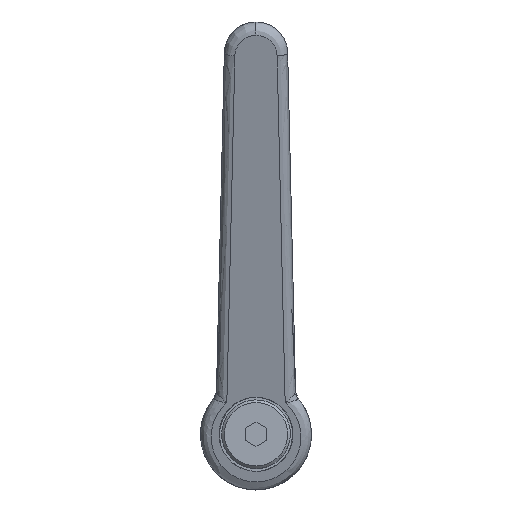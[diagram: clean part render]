
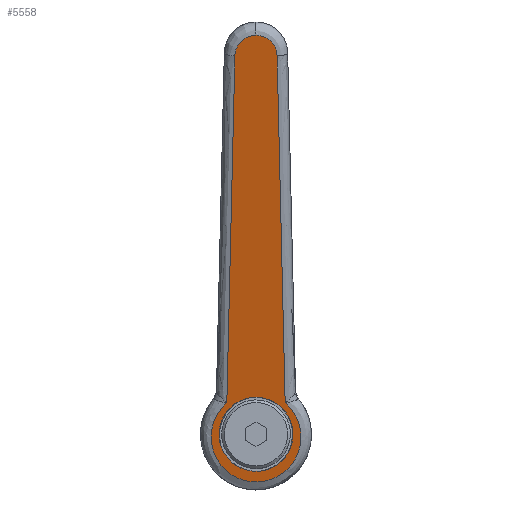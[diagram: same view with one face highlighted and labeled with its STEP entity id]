
A CAD part, top view. The second image highlights one B-rep face of the part: STEP entity #5558.
In plain terms, the highlighted free-form (B-spline) face has degree [1, 1] with [2, 2] control points.
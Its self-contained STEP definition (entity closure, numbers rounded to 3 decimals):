
#2047=CARTESIAN_POINT('',(5.161,4.729,27.862));
#2048=VERTEX_POINT('',#2047);
#2054=CARTESIAN_POINT('',(-7.0,0.0,24.564));
#2055=VERTEX_POINT('',#2054);
#2056=CARTESIAN_POINT('',(5.161,4.729,27.862));
#2057=CARTESIAN_POINT('',(3.08,7.0,27.297));
#2058=CARTESIAN_POINT('',(0.,7.0,26.462));
#2059=CARTESIAN_POINT('',(-7.,7.,24.564));
#2060=CARTESIAN_POINT('',(-7.0,0.0,24.564));
#2068=(BOUNDED_CURVE()B_SPLINE_CURVE(2,(#2056,#2057,#2058,#2059,#2060),.UNSPECIFIED.,.F.,.U.)B_SPLINE_CURVE_WITH_KNOTS((3,2,3),(0.618,0.75,1.0),.UNSPECIFIED.)CURVE()GEOMETRIC_REPRESENTATION_ITEM()RATIONAL_B_SPLINE_CURVE((0.854,0.846,1.0,0.707,1.0))REPRESENTATION_ITEM(''));
#2069=EDGE_CURVE('',#2048,#2055,#2068,.T.);
#2071=CARTESIAN_POINT('',(5.017,-4.882,27.822));
#2072=VERTEX_POINT('',#2071);
#2073=CARTESIAN_POINT('',(-7.0,0.0,24.564));
#2074=CARTESIAN_POINT('',(-7.,-7.,24.564));
#2075=CARTESIAN_POINT('',(0.,-7.,26.462));
#2076=CARTESIAN_POINT('',(2.955,-7.,27.264));
#2077=CARTESIAN_POINT('',(5.017,-4.882,27.822));
#2085=(BOUNDED_CURVE()B_SPLINE_CURVE(2,(#2073,#2074,#2075,#2076,#2077),.UNSPECIFIED.,.F.,.U.)B_SPLINE_CURVE_WITH_KNOTS((3,2,3),(0.0,0.25,0.377),.UNSPECIFIED.)CURVE()GEOMETRIC_REPRESENTATION_ITEM()RATIONAL_B_SPLINE_CURVE((1.0,0.707,1.0,0.851,0.854))REPRESENTATION_ITEM(''));
#2086=EDGE_CURVE('',#2055,#2072,#2085,.T.);
#2123=CARTESIAN_POINT('',(7.0,0.,28.36));
#2124=VERTEX_POINT('',#2123);
#2125=CARTESIAN_POINT('',(5.017,-4.882,27.822));
#2126=CARTESIAN_POINT('',(7.,-2.844,28.36));
#2127=CARTESIAN_POINT('',(7.0,0.,28.36));
#2135=(BOUNDED_CURVE()B_SPLINE_CURVE(2,(#2125,#2126,#2127),.UNSPECIFIED.,.F.,.U.)B_SPLINE_CURVE_WITH_KNOTS((3,3),(0.377,0.5),.UNSPECIFIED.)CURVE()GEOMETRIC_REPRESENTATION_ITEM()RATIONAL_B_SPLINE_CURVE((0.854,0.856,1.0))REPRESENTATION_ITEM(''));
#2136=EDGE_CURVE('',#2072,#2124,#2135,.T.);
#2138=CARTESIAN_POINT('',(7.0,0.,28.36));
#2139=CARTESIAN_POINT('',(7.,2.722,28.36));
#2140=CARTESIAN_POINT('',(5.161,4.729,27.862));
#2148=(BOUNDED_CURVE()B_SPLINE_CURVE(2,(#2138,#2139,#2140),.UNSPECIFIED.,.F.,.U.)B_SPLINE_CURVE_WITH_KNOTS((3,3),(0.5,0.618),.UNSPECIFIED.)CURVE()GEOMETRIC_REPRESENTATION_ITEM()RATIONAL_B_SPLINE_CURVE((1.0,0.861,0.854))REPRESENTATION_ITEM(''));
#2149=EDGE_CURVE('',#2124,#2048,#2148,.T.);
#4580=CARTESIAN_POINT('',(5.94,-5.52,28.073));
#4581=VERTEX_POINT('',#4580);
#4829=CARTESIAN_POINT('',(5.94,5.52,28.073));
#4830=VERTEX_POINT('',#4829);
#5200=CARTESIAN_POINT('',(5.94,5.52,28.073));
#5201=CARTESIAN_POINT('',(2.093,10.025,27.03));
#5202=CARTESIAN_POINT('',(-3.465,7.975,25.522));
#5203=CARTESIAN_POINT('',(-9.023,5.924,24.015));
#5204=CARTESIAN_POINT('',(-9.023,0.,24.015));
#5205=CARTESIAN_POINT('',(-9.023,-5.924,24.015));
#5206=CARTESIAN_POINT('',(-3.465,-7.975,25.522));
#5207=CARTESIAN_POINT('',(2.093,-10.025,27.03));
#5208=CARTESIAN_POINT('',(5.94,-5.52,28.073));
#5216=(BOUNDED_CURVE()B_SPLINE_CURVE(2,(#5200,#5201,#5202,#5203,#5204,#5205,#5206,#5207,#5208),.UNSPECIFIED.,.F.,.U.)B_SPLINE_CURVE_WITH_KNOTS((3,2,2,2,3),(0.0,0.25,0.5,0.75,1.0),.UNSPECIFIED.)CURVE()GEOMETRIC_REPRESENTATION_ITEM()RATIONAL_B_SPLINE_CURVE((1.0,0.82,1.0,0.82,1.0,0.82,1.0,0.82,1.0))REPRESENTATION_ITEM(''));
#5217=EDGE_CURVE('',#4830,#4581,#5216,.T.);
#5246=CARTESIAN_POINT('',(71.569,3.999,45.871));
#5247=VERTEX_POINT('',#5246);
#5248=CARTESIAN_POINT('',(71.569,3.999,45.871));
#5249=CARTESIAN_POINT('',(5.94,5.52,28.073));
#5250=QUASI_UNIFORM_CURVE('',1,(#5248,#5249),.UNSPECIFIED.,.F.,.U.);
#5251=EDGE_CURVE('',#5247,#4830,#5250,.T.);
#5282=CARTESIAN_POINT('',(71.569,-3.999,45.871));
#5283=VERTEX_POINT('',#5282);
#5284=CARTESIAN_POINT('',(5.94,-5.52,28.073));
#5285=CARTESIAN_POINT('',(71.569,-3.999,45.871));
#5286=QUASI_UNIFORM_CURVE('',1,(#5284,#5285),.UNSPECIFIED.,.F.,.U.);
#5287=EDGE_CURVE('',#4581,#5283,#5286,.T.);
#5390=CARTESIAN_POINT('',(75.477,0.0,46.93));
#5391=VERTEX_POINT('',#5390);
#5421=CARTESIAN_POINT('',(75.477,0.0,46.93));
#5422=CARTESIAN_POINT('',(75.477,3.908,46.93));
#5423=CARTESIAN_POINT('',(71.569,3.999,45.871));
#5431=(BOUNDED_CURVE()B_SPLINE_CURVE(2,(#5421,#5422,#5423),.UNSPECIFIED.,.F.,.U.)CURVE()GEOMETRIC_REPRESENTATION_ITEM()QUASI_UNIFORM_CURVE()RATIONAL_B_SPLINE_CURVE((1.0,0.715,1.0))REPRESENTATION_ITEM(''));
#5432=EDGE_CURVE('',#5391,#5247,#5431,.T.);
#5476=CARTESIAN_POINT('',(71.569,-3.999,45.871));
#5477=CARTESIAN_POINT('',(75.477,-3.908,46.93));
#5478=CARTESIAN_POINT('',(75.477,0.0,46.93));
#5486=(BOUNDED_CURVE()B_SPLINE_CURVE(2,(#5476,#5477,#5478),.UNSPECIFIED.,.F.,.U.)CURVE()GEOMETRIC_REPRESENTATION_ITEM()QUASI_UNIFORM_CURVE()RATIONAL_B_SPLINE_CURVE((1.0,0.715,1.0))REPRESENTATION_ITEM(''));
#5487=EDGE_CURVE('',#5283,#5391,#5486,.T.);
#5540=CARTESIAN_POINT('',(79.697,-9.334,48.075));
#5541=CARTESIAN_POINT('',(-13.244,-9.334,22.87));
#5542=CARTESIAN_POINT('',(79.697,9.334,48.075));
#5543=CARTESIAN_POINT('',(-13.244,9.334,22.87));
#5544=B_SPLINE_SURFACE_WITH_KNOTS('',1,1,((#5540,#5542),(#5541,#5543)),.UNSPECIFIED.,.F.,.F.,.U.,(2,2),(2,2),(0.0,96.298),(0.0,18.668),.UNSPECIFIED.);
#5545=ORIENTED_EDGE('',*,*,#5251,.T.);
#5546=ORIENTED_EDGE('',*,*,#5217,.T.);
#5547=ORIENTED_EDGE('',*,*,#5287,.T.);
#5548=ORIENTED_EDGE('',*,*,#5487,.T.);
#5549=ORIENTED_EDGE('',*,*,#5432,.T.);
#5550=EDGE_LOOP('',(#5545,#5546,#5547,#5548,#5549));
#5551=FACE_OUTER_BOUND('',#5550,.T.);
#5552=ORIENTED_EDGE('',*,*,#2149,.F.);
#5553=ORIENTED_EDGE('',*,*,#2136,.F.);
#5554=ORIENTED_EDGE('',*,*,#2086,.F.);
#5555=ORIENTED_EDGE('',*,*,#2069,.F.);
#5556=EDGE_LOOP('',(#5552,#5553,#5554,#5555));
#5557=FACE_BOUND('',#5556,.T.);
#5558=ADVANCED_FACE('',(#5551,#5557),#5544,.F.);
